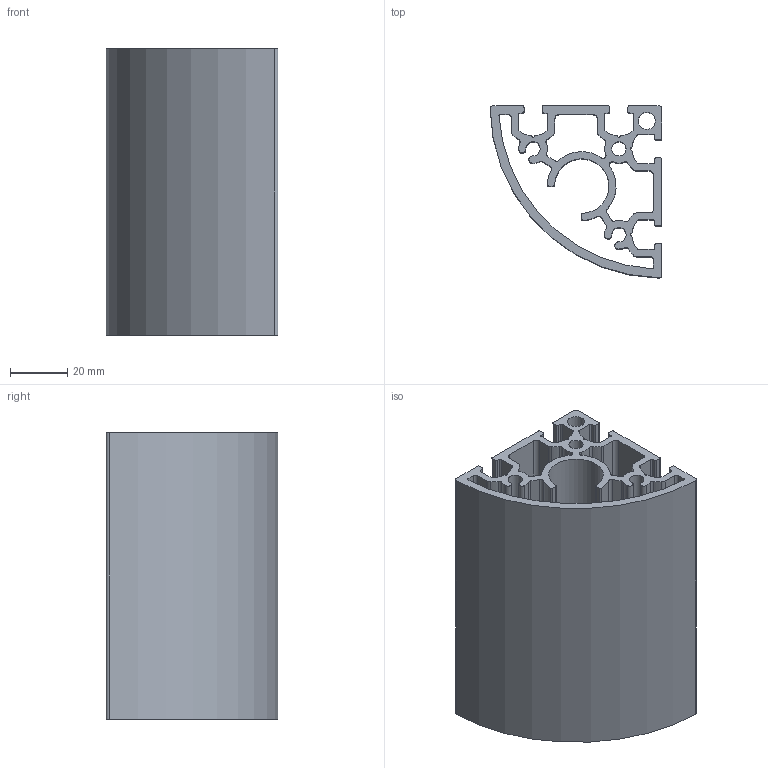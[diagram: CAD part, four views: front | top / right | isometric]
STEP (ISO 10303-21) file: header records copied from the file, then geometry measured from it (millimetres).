
FILE_DESCRIPTION((''),'2;1');
FILE_NAME('AF6060R-6.stp','2009-08-31T15:46:53',('Administrator'),(''),'Autodesk Inventor 2008','Autodesk Inventor 2008','');
FILE_SCHEMA(('AUTOMOTIVE_DESIGN { 1 0 10303 214 1 1 1 1 }'));
Length unit declared in the file: millimetre
Products named in the file (1): 07666
Bounding box: 59.99 x 59.99 x 100 mm (x, y, z)
Volume: 100999.2 mm3; surface area: 74055.7 mm2
Topology: 1 solids, 1 shells, 158 faces, 468 edges, 312 vertices
Faces by surface type: cylinder 110, plane 48
Full cylindrical faces by diameter (mm): 5 x1, 6 x1
Entity records: 5428 total; most frequent: DIRECTION 1004, CARTESIAN_POINT 937, ORIENTED_EDGE 932, EDGE_CURVE 466, AXIS2_PLACEMENT_3D 379, VERTEX_POINT 312, VECTOR 246, LINE 246
